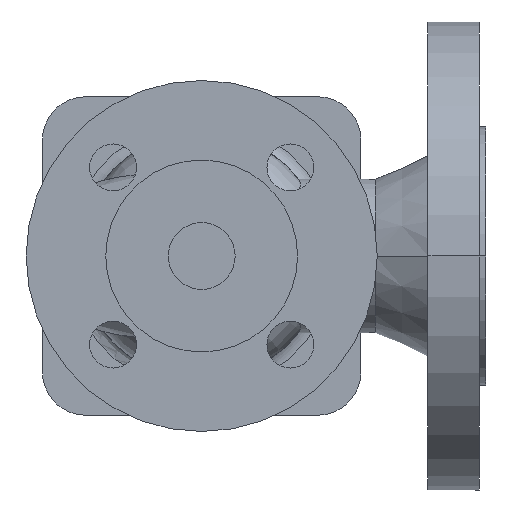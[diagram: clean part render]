
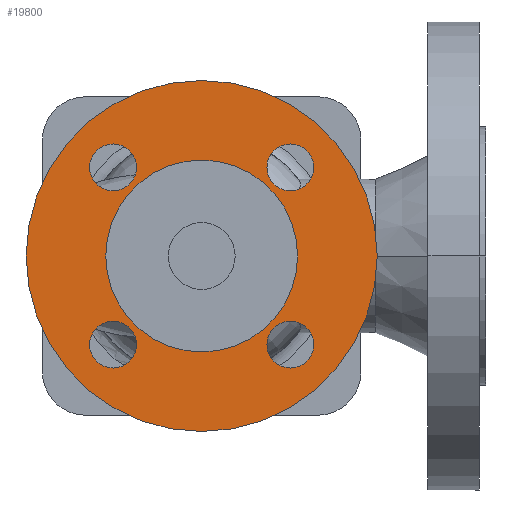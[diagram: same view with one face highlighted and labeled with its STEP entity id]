
A CAD part, front view. The second image highlights one B-rep face of the part: STEP entity #19800.
In plain terms, the highlighted planar face has unit normal (0, -1, 0).
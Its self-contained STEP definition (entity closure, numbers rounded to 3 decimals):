
#2630=CARTESIAN_POINT('',(-28.7,2.,0.));
#2640=VERTEX_POINT('',#2630);
#2670=CARTESIAN_POINT('',(0.,2.,0.));
#2680=DIRECTION('',(0.,-1.,-0.));
#2690=DIRECTION('',(-1.,0.,0.));
#2700=AXIS2_PLACEMENT_3D('',#2670,#2680,#2690);
#2710=CIRCLE('',#2700,28.7);
#2720=CARTESIAN_POINT('',(28.7,2.,0.));
#2730=VERTEX_POINT('',#2720);
#2740=EDGE_CURVE('',#2730,#2640,#2710,.T.);
#3030=CARTESIAN_POINT('',(-52.5,2.,0.));
#3040=VERTEX_POINT('',#3030);
#3070=CARTESIAN_POINT('',(0.,2.,0.));
#3080=DIRECTION('',(0.,-1.,-0.));
#3090=DIRECTION('',(-1.,0.,0.));
#3100=AXIS2_PLACEMENT_3D('',#3070,#3080,#3090);
#3110=CIRCLE('',#3100,52.5);
#3120=CARTESIAN_POINT('',(52.5,2.,0.));
#3130=VERTEX_POINT('',#3120);
#3140=EDGE_CURVE('',#3040,#3130,#3110,.T.);
#4320=CARTESIAN_POINT('',(-33.517,2.,-26.517));
#4330=VERTEX_POINT('',#4320);
#4360=CARTESIAN_POINT('',(-26.517,2.,-26.517));
#4370=DIRECTION('',(0.,1.,0.));
#4380=DIRECTION('',(-1.,0.,0.));
#4390=AXIS2_PLACEMENT_3D('',#4360,#4370,#4380);
#4400=CIRCLE('',#4390,7.);
#4410=CARTESIAN_POINT('',(-19.517,2.,-26.517));
#4420=VERTEX_POINT('',#4410);
#4430=EDGE_CURVE('',#4330,#4420,#4400,.T.);
#4640=CARTESIAN_POINT('',(-19.517,2.,26.517));
#4650=VERTEX_POINT('',#4640);
#4730=CARTESIAN_POINT('',(-33.517,2.,26.517));
#4740=VERTEX_POINT('',#4730);
#4770=CARTESIAN_POINT('',(-26.517,2.,26.517));
#4780=DIRECTION('',(0.,1.,0.));
#4790=DIRECTION('',(-1.,0.,0.));
#4800=AXIS2_PLACEMENT_3D('',#4770,#4780,#4790);
#4810=CIRCLE('',#4800,7.);
#4820=EDGE_CURVE('',#4740,#4650,#4810,.T.);
#4960=CARTESIAN_POINT('',(33.517,2.,26.517));
#4970=VERTEX_POINT('',#4960);
#5000=CARTESIAN_POINT('',(26.517,2.,26.517));
#5010=DIRECTION('',(0.,1.,0.));
#5020=DIRECTION('',(-1.,0.,0.));
#5030=AXIS2_PLACEMENT_3D('',#5000,#5010,#5020);
#5040=CIRCLE('',#5030,7.);
#5050=CARTESIAN_POINT('',(19.517,2.,26.517));
#5060=VERTEX_POINT('',#5050);
#5070=EDGE_CURVE('',#4970,#5060,#5040,.T.);
#5280=CARTESIAN_POINT('',(33.517,2.,-26.517));
#5290=VERTEX_POINT('',#5280);
#5370=CARTESIAN_POINT('',(19.517,2.,-26.517));
#5380=VERTEX_POINT('',#5370);
#5410=CARTESIAN_POINT('',(26.517,2.,-26.517));
#5420=DIRECTION('',(0.,1.,0.));
#5430=DIRECTION('',(-1.,0.,0.));
#5440=AXIS2_PLACEMENT_3D('',#5410,#5420,#5430);
#5450=CIRCLE('',#5440,7.);
#5460=EDGE_CURVE('',#5380,#5290,#5450,.T.);
#19450=CARTESIAN_POINT('',(-40.6,2.,0.));
#19460=DIRECTION('',(0.,-1.,-0.));
#19470=DIRECTION('',(-1.,0.,0.));
#19480=AXIS2_PLACEMENT_3D('',#19450,#19460,#19470);
#19490=PLANE('',#19480);
#19500=EDGE_CURVE('',#5290,#5380,#5450,.T.);
#19510=ORIENTED_EDGE('',*,*,#19500,.T.);
#19520=ORIENTED_EDGE('',*,*,#5460,.T.);
#19530=EDGE_LOOP('',(#19520,#19510));
#19540=FACE_BOUND('',#19530,.T.);
#19550=EDGE_CURVE('',#5060,#4970,#5040,.T.);
#19560=ORIENTED_EDGE('',*,*,#19550,.T.);
#19570=ORIENTED_EDGE('',*,*,#5070,.T.);
#19580=EDGE_LOOP('',(#19570,#19560));
#19590=FACE_BOUND('',#19580,.T.);
#19600=EDGE_CURVE('',#4650,#4740,#4810,.T.);
#19610=ORIENTED_EDGE('',*,*,#19600,.T.);
#19620=ORIENTED_EDGE('',*,*,#4820,.T.);
#19630=EDGE_LOOP('',(#19620,#19610));
#19640=FACE_BOUND('',#19630,.T.);
#19650=ORIENTED_EDGE('',*,*,#4430,.T.);
#19660=EDGE_CURVE('',#4420,#4330,#4400,.T.);
#19670=ORIENTED_EDGE('',*,*,#19660,.T.);
#19680=EDGE_LOOP('',(#19670,#19650));
#19690=FACE_BOUND('',#19680,.T.);
#19700=ORIENTED_EDGE('',*,*,#2740,.F.);
#19710=EDGE_CURVE('',#2640,#2730,#2710,.T.);
#19720=ORIENTED_EDGE('',*,*,#19710,.F.);
#19730=EDGE_LOOP('',(#19720,#19700));
#19740=FACE_BOUND('',#19730,.T.);
#19750=EDGE_CURVE('',#3130,#3040,#3110,.T.);
#19760=ORIENTED_EDGE('',*,*,#19750,.T.);
#19770=ORIENTED_EDGE('',*,*,#3140,.T.);
#19780=EDGE_LOOP('',(#19770,#19760));
#19790=FACE_OUTER_BOUND('',#19780,.T.);
#19800=ADVANCED_FACE('',(#19540,#19590,#19640,#19690,#19740,#19790),
#19490,.T.);
